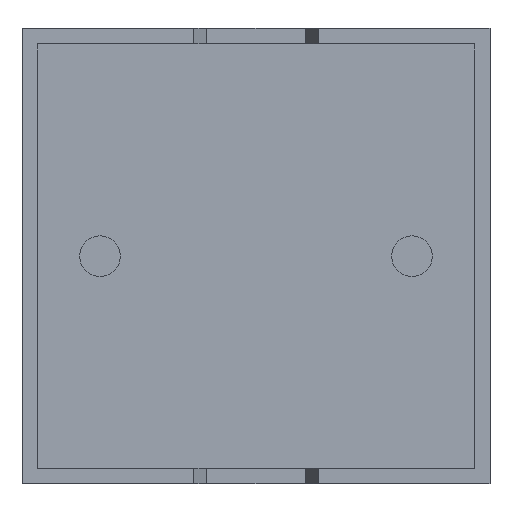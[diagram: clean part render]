
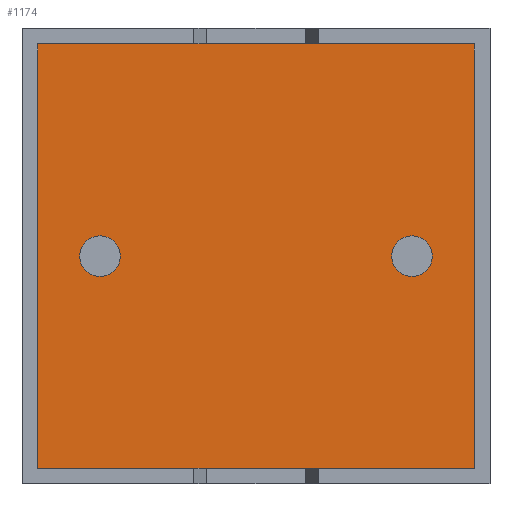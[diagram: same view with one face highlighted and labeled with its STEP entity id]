
A CAD part, front view. The second image highlights one B-rep face of the part: STEP entity #1174.
In plain terms, the highlighted planar face has unit normal (0, -1, 0).
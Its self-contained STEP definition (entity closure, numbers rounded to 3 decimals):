
#89 = ORIENTED_EDGE ( 'NONE', *, *, #1444, .T. ) ;
#177 = VERTEX_POINT ( 'NONE', #211 ) ;
#181 = ORIENTED_EDGE ( 'NONE', *, *, #2742, .F. ) ;
#200 = EDGE_CURVE ( 'NONE', #594, #2499, #2882, .T. ) ;
#206 = EDGE_LOOP ( 'NONE', ( #596, #1794, #1382, #89 ) ) ;
#211 = CARTESIAN_POINT ( 'NONE',  ( 1.25, 0.75, 3.325 ) ) ;
#326 = DIRECTION ( 'NONE',  ( 1., 0., 0. ) ) ;
#373 = DIRECTION ( 'NONE',  ( 0., -1., 0. ) ) ;
#423 = CARTESIAN_POINT ( 'NONE',  ( 6.25, 0.75, 3.975 ) ) ;
#473 = VECTOR ( 'NONE', #2838, 1000. ) ;
#520 = EDGE_LOOP ( 'NONE', ( #2677, #181 ) ) ;
#547 = CARTESIAN_POINT ( 'NONE',  ( 0.25, 0.75, 0.25 ) ) ;
#594 = VERTEX_POINT ( 'NONE', #1977 ) ;
#596 = ORIENTED_EDGE ( 'NONE', *, *, #2401, .T. ) ;
#630 = EDGE_CURVE ( 'NONE', #1815, #1739, #1783, .T. ) ;
#642 = AXIS2_PLACEMENT_3D ( 'NONE', #2565, #2313, #2769 ) ;
#655 = VERTEX_POINT ( 'NONE', #1285 ) ;
#680 = CARTESIAN_POINT ( 'NONE',  ( 6.25, 0.75, 3.65 ) ) ;
#690 = CARTESIAN_POINT ( 'NONE',  ( 1.25, 0.75, 3.65 ) ) ;
#722 = AXIS2_PLACEMENT_3D ( 'NONE', #1176, #2797, #1416 ) ;
#762 = CARTESIAN_POINT ( 'NONE',  ( 7.25, 0.75, 7.05 ) ) ;
#776 = CARTESIAN_POINT ( 'NONE',  ( 7.25, 0.75, 7.05 ) ) ;
#780 = FACE_BOUND ( 'NONE', #520, .T. ) ;
#797 = VECTOR ( 'NONE', #2635, 1000. ) ;
#805 = EDGE_CURVE ( 'NONE', #1739, #1791, #2850, .T. ) ;
#855 = EDGE_LOOP ( 'NONE', ( #2014, #1775 ) ) ;
#917 = DIRECTION ( 'NONE',  ( 0., -1., 0. ) ) ;
#990 = CIRCLE ( 'NONE', #642, 0.325 ) ;
#1050 = PLANE ( 'NONE',  #3016 ) ;
#1090 = CIRCLE ( 'NONE', #2582, 0.325 ) ;
#1122 = DIRECTION ( 'NONE',  ( 0., 0., -1. ) ) ;
#1163 = DIRECTION ( 'NONE',  ( 0., 0., -1. ) ) ;
#1174 = ADVANCED_FACE ( 'NONE', ( #2273, #1701, #780 ), #1050, .T. ) ;
#1176 = CARTESIAN_POINT ( 'NONE',  ( 6.25, 0.75, 3.65 ) ) ;
#1285 = CARTESIAN_POINT ( 'NONE',  ( 1.25, 0.75, 3.975 ) ) ;
#1333 = CARTESIAN_POINT ( 'NONE',  ( 0.25, 0.75, 7.05 ) ) ;
#1382 = ORIENTED_EDGE ( 'NONE', *, *, #805, .T. ) ;
#1416 = DIRECTION ( 'NONE',  ( 0., 0., -1. ) ) ;
#1444 = EDGE_CURVE ( 'NONE', #1791, #2101, #1503, .T. ) ;
#1503 = LINE ( 'NONE', #762, #797 ) ;
#1504 = CARTESIAN_POINT ( 'NONE',  ( 7.25, 0.75, 0.25 ) ) ;
#1518 = EDGE_CURVE ( 'NONE', #655, #177, #1090, .T. ) ;
#1528 = VECTOR ( 'NONE', #326, 1000. ) ;
#1667 = LINE ( 'NONE', #1333, #2770 ) ;
#1701 = FACE_OUTER_BOUND ( 'NONE', #206, .T. ) ;
#1739 = VERTEX_POINT ( 'NONE', #1504 ) ;
#1775 = ORIENTED_EDGE ( 'NONE', *, *, #200, .F. ) ;
#1783 = LINE ( 'NONE', #547, #1528 ) ;
#1791 = VERTEX_POINT ( 'NONE', #776 ) ;
#1794 = ORIENTED_EDGE ( 'NONE', *, *, #630, .T. ) ;
#1815 = VERTEX_POINT ( 'NONE', #2723 ) ;
#1936 = CARTESIAN_POINT ( 'NONE',  ( 0.25, 0.75, 7.05 ) ) ;
#1977 = CARTESIAN_POINT ( 'NONE',  ( 6.25, 0.75, 3.325 ) ) ;
#2000 = AXIS2_PLACEMENT_3D ( 'NONE', #680, #3002, #1163 ) ;
#2014 = ORIENTED_EDGE ( 'NONE', *, *, #2623, .F. ) ;
#2101 = VERTEX_POINT ( 'NONE', #1936 ) ;
#2234 = CARTESIAN_POINT ( 'NONE',  ( 0., 0.75, 0. ) ) ;
#2241 = CARTESIAN_POINT ( 'NONE',  ( 7.25, 0.75, 0.25 ) ) ;
#2273 = FACE_BOUND ( 'NONE', #855, .T. ) ;
#2313 = DIRECTION ( 'NONE',  ( 0., -1., 0. ) ) ;
#2330 = DIRECTION ( 'NONE',  ( 0., 0., -1. ) ) ;
#2401 = EDGE_CURVE ( 'NONE', #2101, #1815, #1667, .T. ) ;
#2499 = VERTEX_POINT ( 'NONE', #423 ) ;
#2565 = CARTESIAN_POINT ( 'NONE',  ( 1.25, 0.75, 3.65 ) ) ;
#2582 = AXIS2_PLACEMENT_3D ( 'NONE', #690, #917, #2330 ) ;
#2623 = EDGE_CURVE ( 'NONE', #2499, #594, #2999, .T. ) ;
#2635 = DIRECTION ( 'NONE',  ( -1., 0., 0. ) ) ;
#2677 = ORIENTED_EDGE ( 'NONE', *, *, #1518, .F. ) ;
#2723 = CARTESIAN_POINT ( 'NONE',  ( 0.25, 0.75, 0.25 ) ) ;
#2726 = DIRECTION ( 'NONE',  ( 0., 0., -1. ) ) ;
#2742 = EDGE_CURVE ( 'NONE', #177, #655, #990, .T. ) ;
#2769 = DIRECTION ( 'NONE',  ( 0., 0., -1. ) ) ;
#2770 = VECTOR ( 'NONE', #1122, 1000. ) ;
#2797 = DIRECTION ( 'NONE',  ( 0., -1., 0. ) ) ;
#2838 = DIRECTION ( 'NONE',  ( 0., 0., 1. ) ) ;
#2850 = LINE ( 'NONE', #2241, #473 ) ;
#2882 = CIRCLE ( 'NONE', #722, 0.325 ) ;
#2999 = CIRCLE ( 'NONE', #2000, 0.325 ) ;
#3002 = DIRECTION ( 'NONE',  ( 0., -1., 0. ) ) ;
#3016 = AXIS2_PLACEMENT_3D ( 'NONE', #2234, #373, #2726 ) ;
